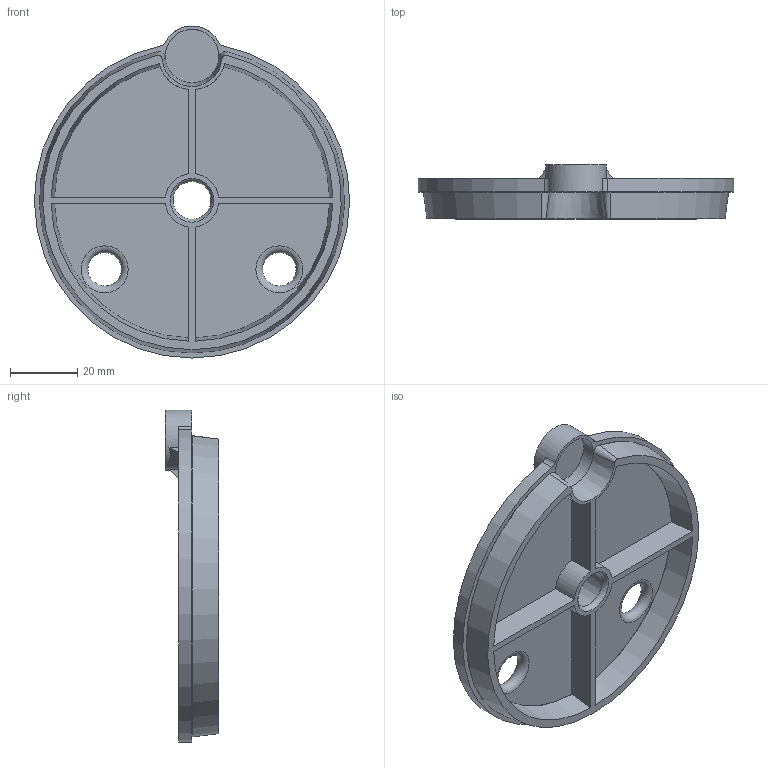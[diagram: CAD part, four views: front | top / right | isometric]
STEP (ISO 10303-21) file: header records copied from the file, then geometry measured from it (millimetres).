
FILE_DESCRIPTION(/* description */ (''),/* implementation_level */ '2;1');
FILE_NAME(/* name */ 'Variable Calibrator Base v5.step',/* time_stamp */ '2025-05-08T12:44:27-07:00',/* author */ (''),/* organization */ (''),/* preprocessor_version */ 'ST-DEVELOPER v20.1',/* originating_system */ 'Autodesk Translation Framework v14.4.0.0',/* authorisation */ '');
FILE_SCHEMA (('AUTOMOTIVE_DESIGN { 1 0 10303 214 3 1 1 }'));
Length unit declared in the file: millimetre
Products named in the file (1): Variable Calibrator Base
Bounding box: 93.99 x 16.01 x 99 mm (x, y, z)
Volume: 37167 mm3; surface area: 21915.2 mm2
Topology: 1 solids, 1 shells, 58 faces, 147 edges, 96 vertices
Faces by surface type: plane 26, cylinder 19, cone 9, torus 4
Full cylindrical faces by diameter (mm): 13 x1, 16 x1, 18 x1
Entity records: 1811 total; most frequent: DIRECTION 331, CARTESIAN_POINT 312, ORIENTED_EDGE 294, EDGE_CURVE 147, AXIS2_PLACEMENT_3D 127, VERTEX_POINT 96, LINE 77, VECTOR 77
